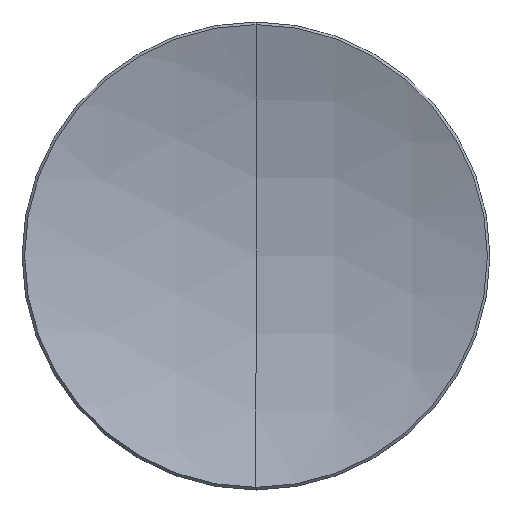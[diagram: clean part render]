
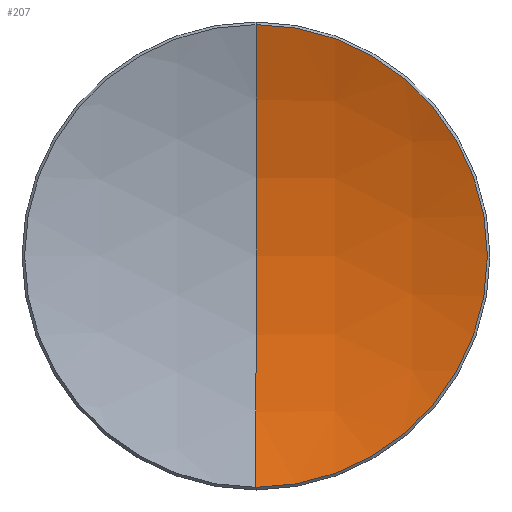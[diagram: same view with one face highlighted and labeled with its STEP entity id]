
A CAD part, top view. The second image highlights one B-rep face of the part: STEP entity #207.
In plain terms, the highlighted spherical face has radius 36.809 mm.
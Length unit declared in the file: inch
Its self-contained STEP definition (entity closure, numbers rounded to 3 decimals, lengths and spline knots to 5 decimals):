
#8 = CARTESIAN_POINT ( 'NONE',  ( 0., 0., 0.1212 ) ) ;
#9 = DIRECTION ( 'NONE',  ( 0., 0., 1. ) ) ;
#19 = FACE_OUTER_BOUND ( 'NONE', #107, .T. ) ;
#32 = AXIS2_PLACEMENT_3D ( 'NONE', #185, #138, #221 ) ;
#34 = DIRECTION ( 'NONE',  ( 0., -1., 0. ) ) ;
#46 = ORIENTED_EDGE ( 'NONE', *, *, #124, .F. ) ;
#52 = CARTESIAN_POINT ( 'NONE',  ( 0., -0.49443, 0.1212 ) ) ;
#59 = AXIS2_PLACEMENT_3D ( 'NONE', #293, #187, #75 ) ;
#61 = CIRCLE ( 'NONE', #32, 1.44917 ) ;
#70 = CARTESIAN_POINT ( 'NONE',  ( 0., 0.49443, 0.1212 ) ) ;
#71 = VERTEX_POINT ( 'NONE', #70 ) ;
#75 = DIRECTION ( 'NONE',  ( 0., -1., 0. ) ) ;
#79 = AXIS2_PLACEMENT_3D ( 'NONE', #8, #9, #34 ) ;
#84 = EDGE_CURVE ( 'NONE', #272, #71, #232, .T. ) ;
#90 = AXIS2_PLACEMENT_3D ( 'NONE', #139, #280, #106 ) ;
#92 = SPHERICAL_SURFACE ( 'NONE', #90, 1.44917 ) ;
#106 = DIRECTION ( 'NONE',  ( 0., 1., 0. ) ) ;
#107 = EDGE_LOOP ( 'NONE', ( #46, #330, #136 ) ) ;
#110 = CARTESIAN_POINT ( 'NONE',  ( 0., 0., 0.03425 ) ) ;
#119 = EDGE_CURVE ( 'NONE', #303, #272, #288, .T. ) ;
#124 = EDGE_CURVE ( 'NONE', #303, #71, #61, .T. ) ;
#136 = ORIENTED_EDGE ( 'NONE', *, *, #84, .T. ) ;
#138 = DIRECTION ( 'NONE',  ( 1., 0., 0. ) ) ;
#139 = CARTESIAN_POINT ( 'NONE',  ( 0., 0., 1.48342 ) ) ;
#185 = CARTESIAN_POINT ( 'NONE',  ( 0., 0., 1.48342 ) ) ;
#187 = DIRECTION ( 'NONE',  ( -1., 0., 0. ) ) ;
#207 = ADVANCED_FACE ( 'NONE', ( #19 ), #92, .F. ) ;
#221 = DIRECTION ( 'NONE',  ( 0., 0., -1. ) ) ;
#232 = CIRCLE ( 'NONE', #79, 0.49443 ) ;
#272 = VERTEX_POINT ( 'NONE', #52 ) ;
#280 = DIRECTION ( 'NONE',  ( -1., 0., 0. ) ) ;
#288 = CIRCLE ( 'NONE', #59, 1.44917 ) ;
#293 = CARTESIAN_POINT ( 'NONE',  ( 0., 0., 1.48342 ) ) ;
#303 = VERTEX_POINT ( 'NONE', #110 ) ;
#330 = ORIENTED_EDGE ( 'NONE', *, *, #119, .T. ) ;
